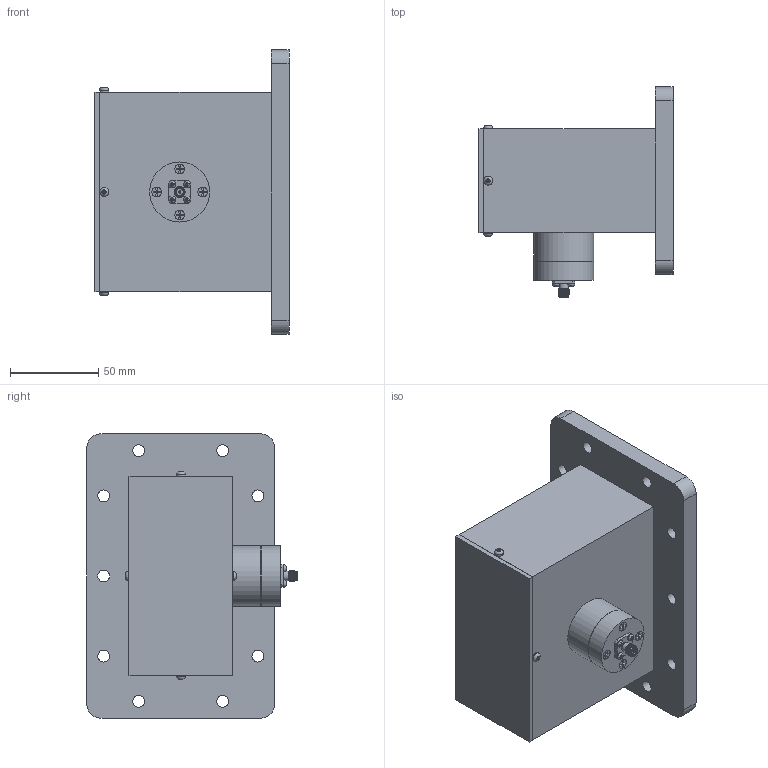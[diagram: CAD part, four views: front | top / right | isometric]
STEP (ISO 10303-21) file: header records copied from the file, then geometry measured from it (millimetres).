
FILE_DESCRIPTION (( 'STEP AP214' ), '1' );
FILE_NAME ('FMWCA1080_3D.STEP', '2020-05-19T20:21:46', ( '' ), ( '' ), 'SwSTEP 2.0', 'SolidWorks 2018', '' );
FILE_SCHEMA (( 'AUTOMOTIVE_DESIGN' ));
Length unit declared in the file: inch
Products named in the file (1): FMWCA1080_3D
Bounding box: 110 x 119.13 x 161.1 mm (x, y, z)
Volume: 213960.6 mm3; surface area: 114573.5 mm2
Topology: 1 solids, 5 shells, 294 faces, 750 edges, 490 vertices
Faces by surface type: plane 226, cylinder 39, cone 20, torus 9
Full cylindrical faces by diameter (mm): 1 x1, 1.3 x1, 1.958 x4, 3.962 x4, 4.3 x1, 4.6 x1, 5.08 x4, 5.257 x1, 5.338 x1, 5.57 x4, 6.714 x10, 33.612 x1, 34.008 x2
Entity records: 8526 total; most frequent: CARTESIAN_POINT 1789, ORIENTED_EDGE 1338, DIRECTION 1276, EDGE_CURVE 669, VERTEX_POINT 473, VECTOR 460, LINE 460, AXIS2_PLACEMENT_3D 408
